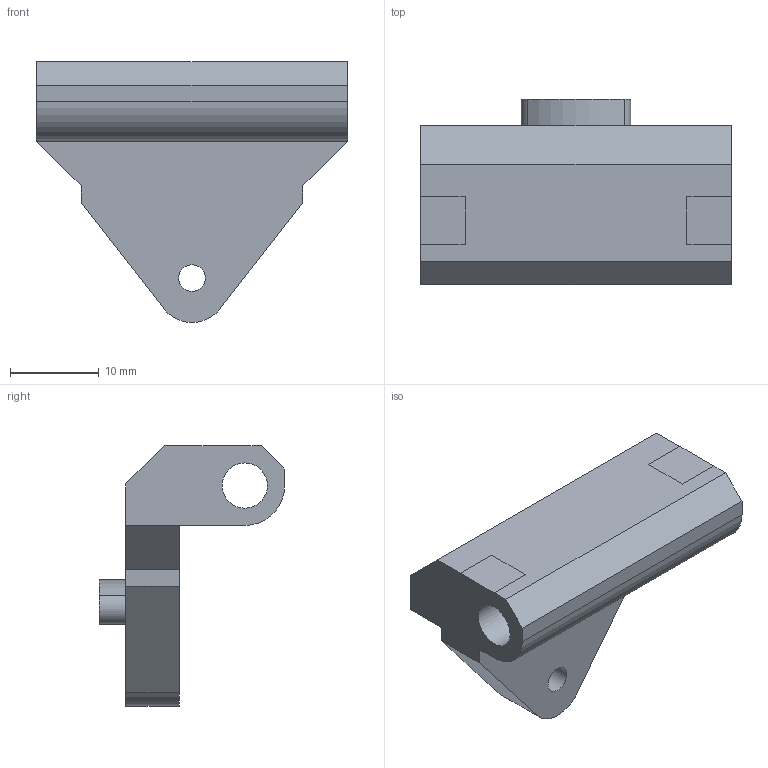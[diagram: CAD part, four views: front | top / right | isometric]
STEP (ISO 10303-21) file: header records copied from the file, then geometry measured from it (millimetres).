
FILE_DESCRIPTION(/* description */ (''),/* implementation_level */ '2;1');
FILE_NAME(/* name */ 'KauriFrontLink 35mm.stp',/* time_stamp */ '2022-05-06T10:53:01-06:00',/* author */ ('Steven'),/* organization */ (''),/* preprocessor_version */ 'ST-DEVELOPER v18',/* originating_system */ 'Autodesk Inventor 2020',/* authorisation */ '');
FILE_SCHEMA (('AUTOMOTIVE_DESIGN { 1 0 10303 214 3 1 1 }'));
Length unit declared in the file: millimetre
Products named in the file (1): KauriFrontLink 35mm
Bounding box: 35 x 20.9 x 29.38 mm (x, y, z)
Volume: 6638 mm3; surface area: 3609.6 mm2
Topology: 1 solids, 1 shells, 36 faces, 104 edges, 71 vertices
Faces by surface type: plane 22, cylinder 14
Full cylindrical faces by diameter (mm): 3 x1, 5.1 x1
Entity records: 1255 total; most frequent: CARTESIAN_POINT 212, ORIENTED_EDGE 208, DIRECTION 207, EDGE_CURVE 104, LINE 75, VECTOR 75, VERTEX_POINT 71, AXIS2_PLACEMENT_3D 66
